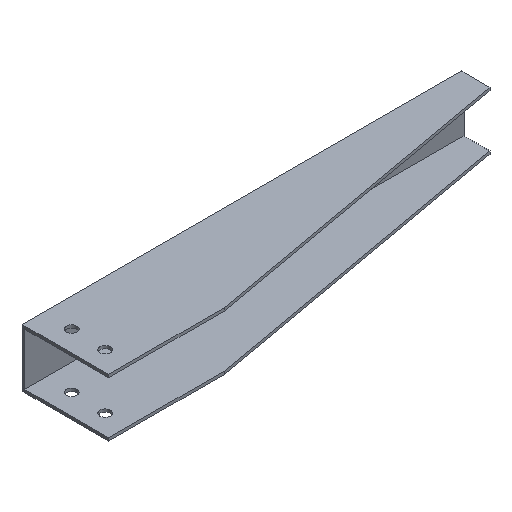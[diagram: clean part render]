
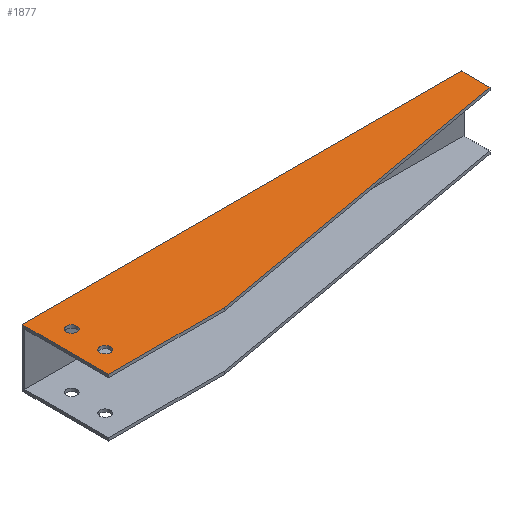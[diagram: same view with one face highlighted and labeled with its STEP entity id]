
A CAD part, isometric view. The second image highlights one B-rep face of the part: STEP entity #1877.
In plain terms, the highlighted planar face has unit normal (0, 0, 1).
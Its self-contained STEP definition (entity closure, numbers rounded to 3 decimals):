
#15 = CARTESIAN_POINT ( 'NONE',  ( 365., -9.941, 25. ) ) ;
#48 = ORIENTED_EDGE ( 'NONE', *, *, #1804, .T. ) ;
#50 = EDGE_LOOP ( 'NONE', ( #263 ) ) ;
#89 = VERTEX_POINT ( 'NONE', #671 ) ;
#97 = DIRECTION ( 'NONE',  ( 0., 0., 1. ) ) ;
#129 = VECTOR ( 'NONE', #1298, 1000. ) ;
#147 = LINE ( 'NONE', #809, #1456 ) ;
#168 = CARTESIAN_POINT ( 'NONE',  ( 380., 0., 25. ) ) ;
#192 = VERTEX_POINT ( 'NONE', #1465 ) ;
#263 = ORIENTED_EDGE ( 'NONE', *, *, #1707, .F. ) ;
#272 = EDGE_LOOP ( 'NONE', ( #1263 ) ) ;
#290 = DIRECTION ( 'NONE',  ( 0., -1., 0. ) ) ;
#396 = DIRECTION ( 'NONE',  ( 1., 0., 0. ) ) ;
#404 = EDGE_CURVE ( 'NONE', #977, #1853, #147, .T. ) ;
#412 = ORIENTED_EDGE ( 'NONE', *, *, #1627, .F. ) ;
#414 = ORIENTED_EDGE ( 'NONE', *, *, #1134, .T. ) ;
#438 = ORIENTED_EDGE ( 'NONE', *, *, #404, .T. ) ;
#475 = CIRCLE ( 'NONE', #1006, 4.5 ) ;
#502 = CIRCLE ( 'NONE', #1682, 4.5 ) ;
#558 = CARTESIAN_POINT ( 'NONE',  ( 0., -72.5, 25. ) ) ;
#573 = VERTEX_POINT ( 'NONE', #1724 ) ;
#591 = FACE_BOUND ( 'NONE', #50, .T. ) ;
#610 = LINE ( 'NONE', #1315, #129 ) ;
#646 = CARTESIAN_POINT ( 'NONE',  ( 0., -9.941, 25. ) ) ;
#671 = CARTESIAN_POINT ( 'NONE',  ( 22.5, -22.5, 25. ) ) ;
#746 = VECTOR ( 'NONE', #1717, 1000. ) ;
#749 = DIRECTION ( 'NONE',  ( 0., 0., -1. ) ) ;
#763 = LINE ( 'NONE', #2123, #1633 ) ;
#785 = AXIS2_PLACEMENT_3D ( 'NONE', #15, #749, #1977 ) ;
#802 = VECTOR ( 'NONE', #290, 1000. ) ;
#809 = CARTESIAN_POINT ( 'NONE',  ( 365., -72.5, 25. ) ) ;
#822 = EDGE_CURVE ( 'NONE', #1853, #192, #763, .T. ) ;
#825 = VERTEX_POINT ( 'NONE', #168 ) ;
#837 = CARTESIAN_POINT ( 'NONE',  ( 0., 2.5, 25. ) ) ;
#840 = CARTESIAN_POINT ( 'NONE',  ( 380., 2.5, 25. ) ) ;
#855 = LINE ( 'NONE', #1539, #746 ) ;
#879 = DIRECTION ( 'NONE',  ( 0., 0., 1. ) ) ;
#899 = ORIENTED_EDGE ( 'NONE', *, *, #1385, .T. ) ;
#910 = CARTESIAN_POINT ( 'NONE',  ( 100., -72.5, 25. ) ) ;
#965 = ORIENTED_EDGE ( 'NONE', *, *, #1570, .T. ) ;
#977 = VERTEX_POINT ( 'NONE', #558 ) ;
#981 = VECTOR ( 'NONE', #2154, 1000. ) ;
#1006 = AXIS2_PLACEMENT_3D ( 'NONE', #1185, #97, #1350 ) ;
#1134 = EDGE_CURVE ( 'NONE', #192, #825, #610, .T. ) ;
#1185 = CARTESIAN_POINT ( 'NONE',  ( 18., -22.5, 25. ) ) ;
#1263 = ORIENTED_EDGE ( 'NONE', *, *, #1953, .F. ) ;
#1298 = DIRECTION ( 'NONE',  ( 0., 1., 0. ) ) ;
#1315 = CARTESIAN_POINT ( 'NONE',  ( 380., -9.941, 25. ) ) ;
#1350 = DIRECTION ( 'NONE',  ( 1., 0., 0. ) ) ;
#1385 = EDGE_CURVE ( 'NONE', #1577, #2008, #1464, .T. ) ;
#1456 = VECTOR ( 'NONE', #396, 1000. ) ;
#1464 = LINE ( 'NONE', #1615, #981 ) ;
#1465 = CARTESIAN_POINT ( 'NONE',  ( 380., -22.5, 25. ) ) ;
#1539 = CARTESIAN_POINT ( 'NONE',  ( 0., 0., 25. ) ) ;
#1570 = EDGE_CURVE ( 'NONE', #1988, #977, #1727, .T. ) ;
#1577 = VERTEX_POINT ( 'NONE', #840 ) ;
#1579 = CARTESIAN_POINT ( 'NONE',  ( 380., 0., 25. ) ) ;
#1615 = CARTESIAN_POINT ( 'NONE',  ( 380., 2.5, 25. ) ) ;
#1627 = EDGE_CURVE ( 'NONE', #1988, #2008, #855, .T. ) ;
#1633 = VECTOR ( 'NONE', #1759, 1000. ) ;
#1682 = AXIS2_PLACEMENT_3D ( 'NONE', #1930, #879, #2109 ) ;
#1697 = VECTOR ( 'NONE', #2293, 1000. ) ;
#1707 = EDGE_CURVE ( 'NONE', #573, #573, #502, .T. ) ;
#1717 = DIRECTION ( 'NONE',  ( 0., 1., 0. ) ) ;
#1724 = CARTESIAN_POINT ( 'NONE',  ( 21.453, -52.482, 25. ) ) ;
#1727 = LINE ( 'NONE', #646, #802 ) ;
#1746 = ORIENTED_EDGE ( 'NONE', *, *, #822, .T. ) ;
#1759 = DIRECTION ( 'NONE',  ( 0.984, 0.176, 0. ) ) ;
#1796 = PLANE ( 'NONE',  #785 ) ;
#1804 = EDGE_CURVE ( 'NONE', #825, #1577, #2178, .T. ) ;
#1853 = VERTEX_POINT ( 'NONE', #910 ) ;
#1877 = ADVANCED_FACE ( 'NONE', ( #591, #2059, #2007 ), #1796, .F. ) ;
#1930 = CARTESIAN_POINT ( 'NONE',  ( 16.953, -52.482, 25. ) ) ;
#1953 = EDGE_CURVE ( 'NONE', #89, #89, #475, .T. ) ;
#1977 = DIRECTION ( 'NONE',  ( 0., 1., 0. ) ) ;
#1988 = VERTEX_POINT ( 'NONE', #2234 ) ;
#2007 = FACE_OUTER_BOUND ( 'NONE', #2201, .T. ) ;
#2008 = VERTEX_POINT ( 'NONE', #837 ) ;
#2059 = FACE_BOUND ( 'NONE', #272, .T. ) ;
#2109 = DIRECTION ( 'NONE',  ( 1., 0., 0. ) ) ;
#2123 = CARTESIAN_POINT ( 'NONE',  ( 367.637, -24.708, 25. ) ) ;
#2154 = DIRECTION ( 'NONE',  ( -1., 0., 0. ) ) ;
#2178 = LINE ( 'NONE', #1579, #1697 ) ;
#2201 = EDGE_LOOP ( 'NONE', ( #965, #438, #1746, #414, #48, #899, #412 ) ) ;
#2234 = CARTESIAN_POINT ( 'NONE',  ( 0., 0., 25. ) ) ;
#2293 = DIRECTION ( 'NONE',  ( 0., 1., 0. ) ) ;
